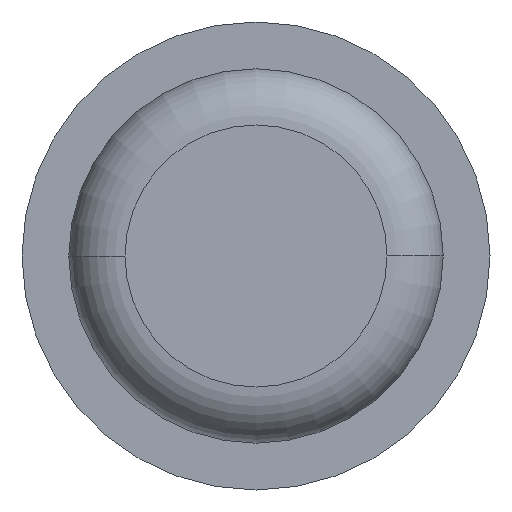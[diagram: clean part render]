
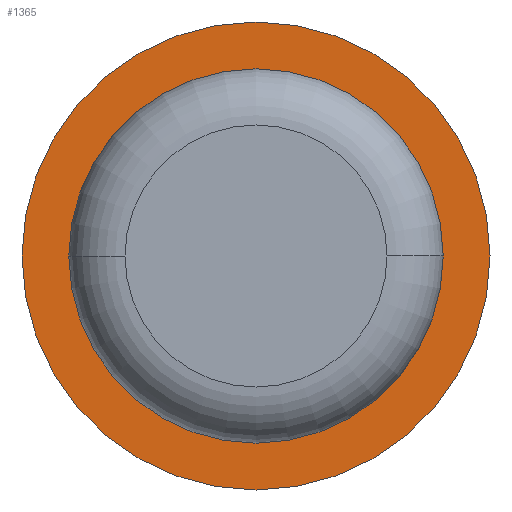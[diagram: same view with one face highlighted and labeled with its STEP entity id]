
A CAD part, front view. The second image highlights one B-rep face of the part: STEP entity #1365.
In plain terms, the highlighted planar face has unit normal (0, -1, 0).
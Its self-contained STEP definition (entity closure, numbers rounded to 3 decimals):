
#200 = CARTESIAN_POINT ( 'NONE',  ( -1.25, -0.6, 0. ) ) ;
#221 = AXIS2_PLACEMENT_3D ( 'NONE', #3410, #1958, #2541 ) ;
#241 = AXIS2_PLACEMENT_3D ( 'NONE', #271, #837, #1711 ) ;
#271 = CARTESIAN_POINT ( 'NONE',  ( 0., -0.6, 0. ) ) ;
#288 = VERTEX_POINT ( 'NONE', #650 ) ;
#299 = VERTEX_POINT ( 'NONE', #2915 ) ;
#330 = ORIENTED_EDGE ( 'NONE', *, *, #1160, .F. ) ;
#468 = DIRECTION ( 'NONE',  ( -1., 0., 0. ) ) ;
#642 = DIRECTION ( 'NONE',  ( 0., 1., 0. ) ) ;
#648 = AXIS2_PLACEMENT_3D ( 'NONE', #2656, #2076, #468 ) ;
#650 = CARTESIAN_POINT ( 'NONE',  ( -1., -0.6, 0. ) ) ;
#837 = DIRECTION ( 'NONE',  ( 0., 1., 0. ) ) ;
#1066 = AXIS2_PLACEMENT_3D ( 'NONE', #2716, #642, #1524 ) ;
#1160 = EDGE_CURVE ( 'Defeature ausgef�hrt1_3+Defeature ausgef�hrt1_4+Defeature ausgef�hrt1_4+Defeature ausgef�hrt1_4', #1883, #299, #3430, .T. ) ;
#1166 = CIRCLE ( 'NONE', #1574, 1. ) ;
#1223 = CARTESIAN_POINT ( 'NONE',  ( 0., -0.6, 0. ) ) ;
#1365 = ADVANCED_FACE ( 'Defeature ausgef�hrt1_4', ( #2535, #1915 ), #2851, .F. ) ;
#1524 = DIRECTION ( 'NONE',  ( -1., 0., 0. ) ) ;
#1574 = AXIS2_PLACEMENT_3D ( 'NONE', #1223, #1847, #2668 ) ;
#1711 = DIRECTION ( 'NONE',  ( -1., 0., 0. ) ) ;
#1847 = DIRECTION ( 'NONE',  ( 0., 1., 0. ) ) ;
#1883 = VERTEX_POINT ( 'NONE', #200 ) ;
#1891 = CARTESIAN_POINT ( 'NONE',  ( 1., -0.6, 0. ) ) ;
#1915 = FACE_BOUND ( 'NONE', #3452, .T. ) ;
#1958 = DIRECTION ( 'NONE',  ( 0., 1., 0. ) ) ;
#2012 = EDGE_LOOP ( 'NONE', ( #330, #2191 ) ) ;
#2068 = EDGE_CURVE ( 'Defeature ausgef�hrt1_4+Defeature ausgef�hrt1_5+Defeature ausgef�hrt1_5+Defeature ausgef�hrt1_5', #2475, #288, #1166, .T. ) ;
#2076 = DIRECTION ( 'NONE',  ( 0., 1., 0. ) ) ;
#2191 = ORIENTED_EDGE ( 'NONE', *, *, #2705, .F. ) ;
#2205 = ORIENTED_EDGE ( 'NONE', *, *, #3220, .T. ) ;
#2475 = VERTEX_POINT ( 'NONE', #1891 ) ;
#2535 = FACE_OUTER_BOUND ( 'NONE', #2012, .T. ) ;
#2541 = DIRECTION ( 'NONE',  ( -1., 0., 0. ) ) ;
#2656 = CARTESIAN_POINT ( 'NONE',  ( 0., -0.6, 0. ) ) ;
#2668 = DIRECTION ( 'NONE',  ( -1., 0., 0. ) ) ;
#2705 = EDGE_CURVE ( 'Defeature ausgef�hrt1_3+Defeature ausgef�hrt1_4+Defeature ausgef�hrt1_4+Defeature ausgef�hrt1_4', #299, #1883, #3299, .T. ) ;
#2716 = CARTESIAN_POINT ( 'NONE',  ( 0., -0.6, 0. ) ) ;
#2851 = PLANE ( 'NONE',  #221 ) ;
#2915 = CARTESIAN_POINT ( 'NONE',  ( 1.25, -0.6, 0. ) ) ;
#3073 = CIRCLE ( 'NONE', #1066, 1. ) ;
#3220 = EDGE_CURVE ( 'Defeature ausgef�hrt1_4+Defeature ausgef�hrt1_5+Defeature ausgef�hrt1_5+Defeature ausgef�hrt1_5', #288, #2475, #3073, .T. ) ;
#3221 = ORIENTED_EDGE ( 'NONE', *, *, #2068, .T. ) ;
#3299 = CIRCLE ( 'NONE', #241, 1.25 ) ;
#3410 = CARTESIAN_POINT ( 'NONE',  ( 1.25, -0.6, 0. ) ) ;
#3430 = CIRCLE ( 'NONE', #648, 1.25 ) ;
#3452 = EDGE_LOOP ( 'NONE', ( #2205, #3221 ) ) ;
